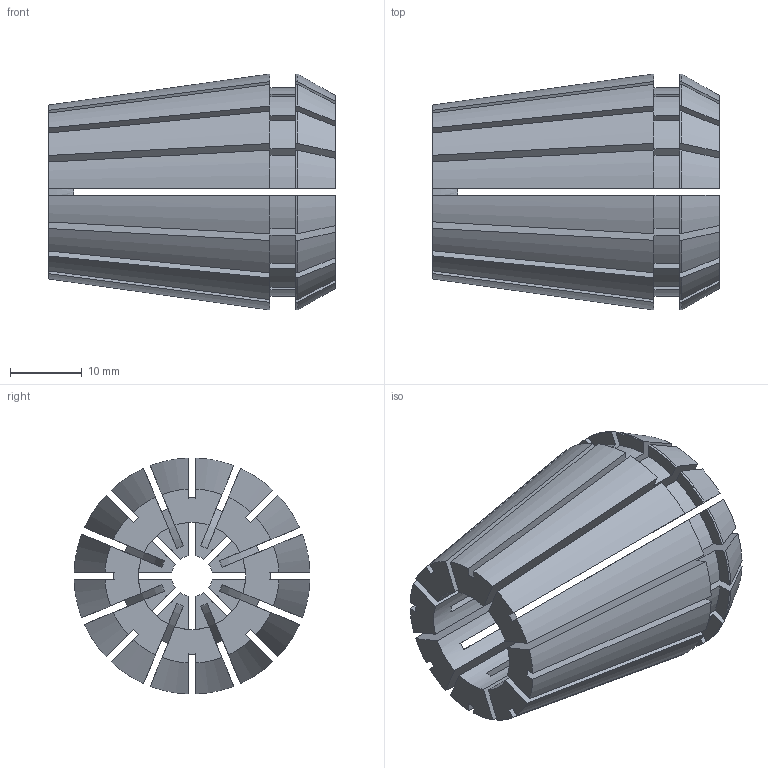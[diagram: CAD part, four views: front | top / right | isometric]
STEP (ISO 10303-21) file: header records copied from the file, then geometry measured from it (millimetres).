
FILE_DESCRIPTION (( 'STEP AP203' ), '1' );
FILE_NAME ('STP-5250-122-032-A14-0(04232-0.219).STEP', '2022-08-03T06:28:55', ( '' ), ( '' ), 'SwSTEP 2.0', 'SolidWorks 2017', '' );
FILE_SCHEMA (( 'CONFIG_CONTROL_DESIGN' ));
Length unit declared in the file: millimetre
Products named in the file (1): STP-5250-122-032-A14-0(04232-0.219)
Bounding box: 40 x 32.99 x 32.99 mm (x, y, z)
Volume: 17206 mm3; surface area: 16160.6 mm2
Topology: 1 solids, 1 shells, 185 faces, 555 edges, 370 vertices
Faces by surface type: plane 88, cylinder 65, cone 32
Entity records: 6571 total; most frequent: CARTESIAN_POINT 1453, ORIENTED_EDGE 1110, DIRECTION 1039, EDGE_CURVE 555, AXIS2_PLACEMENT_3D 371, VERTEX_POINT 370, VECTOR 297, LINE 297
